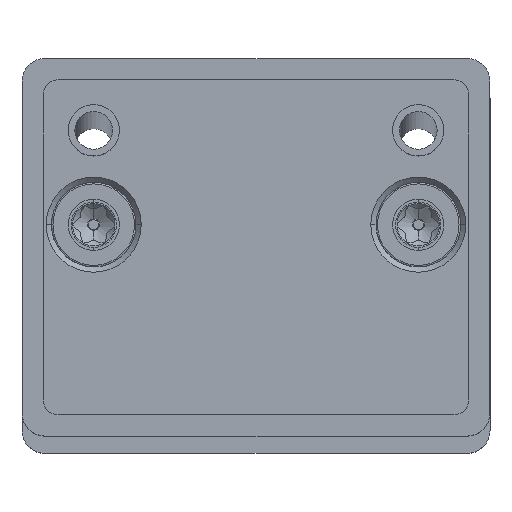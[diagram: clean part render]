
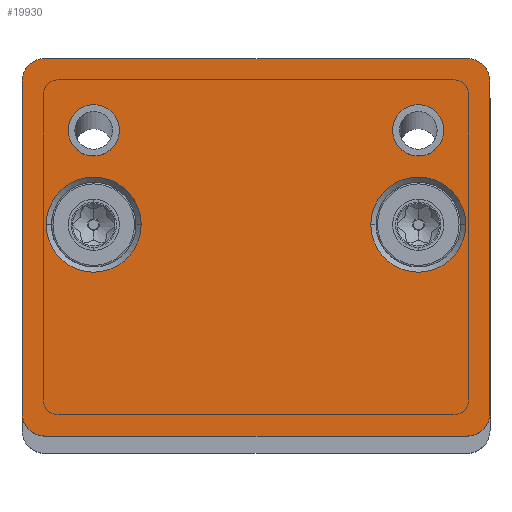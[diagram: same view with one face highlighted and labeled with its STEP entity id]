
A CAD part, top view. The second image highlights one B-rep face of the part: STEP entity #19930.
In plain terms, the highlighted face is planar.
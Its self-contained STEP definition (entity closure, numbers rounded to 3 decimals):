
#113 = CARTESIAN_POINT ( 'NONE',  ( -7.6, 330., -1.5 ) ) ;
#193 = ORIENTED_EDGE ( 'NONE', *, *, #8792, .T. ) ;
#224 = CARTESIAN_POINT ( 'NONE',  ( 15.5, 330., 11. ) ) ;
#353 = DIRECTION ( 'NONE',  ( -1., 0., 0. ) ) ;
#648 = DIRECTION ( 'NONE',  ( 0., 1., 0. ) ) ;
#675 = EDGE_CURVE ( 'NONE', #1921, #12466, #11326, .T. ) ;
#707 = DIRECTION ( 'NONE',  ( -1., 0., 0. ) ) ;
#879 = ORIENTED_EDGE ( 'NONE', *, *, #5493, .F. ) ;
#891 = DIRECTION ( 'NONE',  ( -1., 0., 0. ) ) ;
#1004 = CARTESIAN_POINT ( 'NONE',  ( 9.05, 330., -7.75 ) ) ;
#1015 = VERTEX_POINT ( 'NONE', #5925 ) ;
#1189 = CIRCLE ( 'NONE', #19396, 3.15 ) ;
#1921 = VERTEX_POINT ( 'NONE', #21719 ) ;
#1959 = FACE_BOUND ( 'NONE', #9504, .T. ) ;
#2286 = PLANE ( 'NONE',  #14667 ) ;
#2446 = LINE ( 'NONE', #6055, #8075 ) ;
#2558 = ORIENTED_EDGE ( 'NONE', *, *, #20884, .F. ) ;
#2578 = VERTEX_POINT ( 'NONE', #17069 ) ;
#2804 = DIRECTION ( 'NONE',  ( 0., 1., 0. ) ) ;
#2841 = EDGE_CURVE ( 'NONE', #11733, #20968, #21335, .T. ) ;
#3302 = VERTEX_POINT ( 'NONE', #21475 ) ;
#3427 = DIRECTION ( 'NONE',  ( -1., 0., 0. ) ) ;
#3647 = FACE_BOUND ( 'NONE', #15905, .T. ) ;
#4050 = VERTEX_POINT ( 'NONE', #5367 ) ;
#4133 = ORIENTED_EDGE ( 'NONE', *, *, #6934, .F. ) ;
#4299 = EDGE_CURVE ( 'NONE', #8915, #17191, #4779, .T. ) ;
#4456 = AXIS2_PLACEMENT_3D ( 'NONE', #12498, #19207, #19446 ) ;
#4489 = AXIS2_PLACEMENT_3D ( 'NONE', #20730, #7033, #12080 ) ;
#4779 = CIRCLE ( 'NONE', #6926, 3.15 ) ;
#5019 = CARTESIAN_POINT ( 'NONE',  ( -10.75, 330., -1.5 ) ) ;
#5358 = AXIS2_PLACEMENT_3D ( 'NONE', #15436, #13614, #15544 ) ;
#5367 = CARTESIAN_POINT ( 'NONE',  ( 14., 330., -12.5 ) ) ;
#5493 = EDGE_CURVE ( 'NONE', #15870, #20534, #1189, .T. ) ;
#5793 = ORIENTED_EDGE ( 'NONE', *, *, #675, .F. ) ;
#5800 = EDGE_CURVE ( 'NONE', #20534, #15870, #7724, .T. ) ;
#5897 = EDGE_CURVE ( 'NONE', #9227, #3302, #17194, .T. ) ;
#5925 = CARTESIAN_POINT ( 'NONE',  ( 14., 330., 12.5 ) ) ;
#5973 = DIRECTION ( 'NONE',  ( 0., 1., 0. ) ) ;
#6055 = CARTESIAN_POINT ( 'NONE',  ( -15.5, 330., -12.5 ) ) ;
#6285 = CIRCLE ( 'NONE', #4489, 1.7 ) ;
#6392 = DIRECTION ( 'NONE',  ( 1., 0., 0. ) ) ;
#6521 = EDGE_CURVE ( 'NONE', #9391, #14519, #6285, .T. ) ;
#6522 = CARTESIAN_POINT ( 'NONE',  ( -15.5, 330., -12.5 ) ) ;
#6792 = ORIENTED_EDGE ( 'NONE', *, *, #5800, .F. ) ;
#6926 = AXIS2_PLACEMENT_3D ( 'NONE', #5019, #19037, #3427 ) ;
#6934 = EDGE_CURVE ( 'NONE', #14519, #9391, #7643, .T. ) ;
#7033 = DIRECTION ( 'NONE',  ( 0., 1., 0. ) ) ;
#7186 = DIRECTION ( 'NONE',  ( 0., 1., 0. ) ) ;
#7465 = AXIS2_PLACEMENT_3D ( 'NONE', #17350, #7186, #14269 ) ;
#7643 = CIRCLE ( 'NONE', #9455, 1.7 ) ;
#7724 = CIRCLE ( 'NONE', #20485, 3.15 ) ;
#7768 = DIRECTION ( 'NONE',  ( 0., 1., 0. ) ) ;
#8034 = ORIENTED_EDGE ( 'NONE', *, *, #8748, .F. ) ;
#8075 = VECTOR ( 'NONE', #6392, 1000. ) ;
#8585 = CARTESIAN_POINT ( 'NONE',  ( -12.45, 330., -7.75 ) ) ;
#8662 = LINE ( 'NONE', #13912, #10681 ) ;
#8715 = DIRECTION ( 'NONE',  ( -1., 0., 0. ) ) ;
#8748 = EDGE_CURVE ( 'NONE', #17766, #3302, #22184, .T. ) ;
#8792 = EDGE_CURVE ( 'NONE', #17766, #2578, #12287, .T. ) ;
#8830 = CARTESIAN_POINT ( 'NONE',  ( 12.45, 330., -7.75 ) ) ;
#8915 = VERTEX_POINT ( 'NONE', #15768 ) ;
#9031 = EDGE_CURVE ( 'NONE', #1015, #12466, #14452, .T. ) ;
#9093 = DIRECTION ( 'NONE',  ( 0., 1., 0. ) ) ;
#9216 = DIRECTION ( 'NONE',  ( 0., 1., 0. ) ) ;
#9227 = VERTEX_POINT ( 'NONE', #18942 ) ;
#9359 = CARTESIAN_POINT ( 'NONE',  ( 14., 330., 11. ) ) ;
#9387 = EDGE_LOOP ( 'NONE', ( #5793, #20141, #12278, #21170, #8034, #193, #9509, #14318 ) ) ;
#9391 = VERTEX_POINT ( 'NONE', #8585 ) ;
#9455 = AXIS2_PLACEMENT_3D ( 'NONE', #11715, #22212, #8715 ) ;
#9504 = EDGE_LOOP ( 'NONE', ( #9687, #12571 ) ) ;
#9509 = ORIENTED_EDGE ( 'NONE', *, *, #21718, .F. ) ;
#9592 = ORIENTED_EDGE ( 'NONE', *, *, #6521, .F. ) ;
#9687 = ORIENTED_EDGE ( 'NONE', *, *, #4299, .F. ) ;
#10681 = VECTOR ( 'NONE', #353, 1000. ) ;
#11326 = LINE ( 'NONE', #20330, #21558 ) ;
#11458 = CARTESIAN_POINT ( 'NONE',  ( 10.75, 330., -1.5 ) ) ;
#11507 = AXIS2_PLACEMENT_3D ( 'NONE', #21846, #5973, #13174 ) ;
#11715 = CARTESIAN_POINT ( 'NONE',  ( -10.75, 330., -7.75 ) ) ;
#11733 = VERTEX_POINT ( 'NONE', #1004 ) ;
#12080 = DIRECTION ( 'NONE',  ( -1., 0., 0. ) ) ;
#12278 = ORIENTED_EDGE ( 'NONE', *, *, #18587, .F. ) ;
#12287 = CIRCLE ( 'NONE', #5358, 1.5 ) ;
#12466 = VERTEX_POINT ( 'NONE', #224 ) ;
#12498 = CARTESIAN_POINT ( 'NONE',  ( 10.75, 330., -7.75 ) ) ;
#12551 = FACE_BOUND ( 'NONE', #20466, .T. ) ;
#12571 = ORIENTED_EDGE ( 'NONE', *, *, #19205, .F. ) ;
#12875 = DIRECTION ( 'NONE',  ( -1., 0., 0. ) ) ;
#13174 = DIRECTION ( 'NONE',  ( -1., 0., 0. ) ) ;
#13194 = AXIS2_PLACEMENT_3D ( 'NONE', #20146, #648, #891 ) ;
#13386 = EDGE_CURVE ( 'NONE', #1921, #4050, #14396, .T. ) ;
#13496 = DIRECTION ( 'NONE',  ( 0., 0., -1. ) ) ;
#13614 = DIRECTION ( 'NONE',  ( 0., 1., 0. ) ) ;
#13845 = CARTESIAN_POINT ( 'NONE',  ( -9.05, 330., -7.75 ) ) ;
#13912 = CARTESIAN_POINT ( 'NONE',  ( -15.5, 330., 12.5 ) ) ;
#14269 = DIRECTION ( 'NONE',  ( -1., 0., 0. ) ) ;
#14318 = ORIENTED_EDGE ( 'NONE', *, *, #9031, .T. ) ;
#14396 = CIRCLE ( 'NONE', #7465, 1.5 ) ;
#14452 = CIRCLE ( 'NONE', #20648, 1.5 ) ;
#14519 = VERTEX_POINT ( 'NONE', #13845 ) ;
#14667 = AXIS2_PLACEMENT_3D ( 'NONE', #21431, #9216, #16171 ) ;
#15389 = CIRCLE ( 'NONE', #18305, 3.15 ) ;
#15436 = CARTESIAN_POINT ( 'NONE',  ( -14., 330., 11. ) ) ;
#15544 = DIRECTION ( 'NONE',  ( -1., 0., 0. ) ) ;
#15738 = CIRCLE ( 'NONE', #4456, 1.7 ) ;
#15768 = CARTESIAN_POINT ( 'NONE',  ( -13.9, 330., -1.5 ) ) ;
#15870 = VERTEX_POINT ( 'NONE', #18267 ) ;
#15905 = EDGE_LOOP ( 'NONE', ( #21396, #2558 ) ) ;
#16171 = DIRECTION ( 'NONE',  ( 0., 0., -1. ) ) ;
#17069 = CARTESIAN_POINT ( 'NONE',  ( -14., 330., 12.5 ) ) ;
#17191 = VERTEX_POINT ( 'NONE', #113 ) ;
#17194 = CIRCLE ( 'NONE', #13194, 1.5 ) ;
#17350 = CARTESIAN_POINT ( 'NONE',  ( 14., 330., -11. ) ) ;
#17547 = FACE_BOUND ( 'NONE', #17882, .T. ) ;
#17766 = VERTEX_POINT ( 'NONE', #21897 ) ;
#17881 = CARTESIAN_POINT ( 'NONE',  ( -10.75, 330., -1.5 ) ) ;
#17882 = EDGE_LOOP ( 'NONE', ( #9592, #4133 ) ) ;
#17888 = FACE_OUTER_BOUND ( 'NONE', #9387, .T. ) ;
#18267 = CARTESIAN_POINT ( 'NONE',  ( 13.9, 330., -1.5 ) ) ;
#18284 = DIRECTION ( 'NONE',  ( 0., 0., 1. ) ) ;
#18305 = AXIS2_PLACEMENT_3D ( 'NONE', #17881, #9093, #21088 ) ;
#18403 = DIRECTION ( 'NONE',  ( -1., 0., 0. ) ) ;
#18587 = EDGE_CURVE ( 'NONE', #9227, #4050, #2446, .T. ) ;
#18942 = CARTESIAN_POINT ( 'NONE',  ( -14., 330., -12.5 ) ) ;
#19037 = DIRECTION ( 'NONE',  ( 0., 1., 0. ) ) ;
#19172 = VECTOR ( 'NONE', #13496, 1000. ) ;
#19205 = EDGE_CURVE ( 'NONE', #17191, #8915, #15389, .T. ) ;
#19207 = DIRECTION ( 'NONE',  ( 0., 1., 0. ) ) ;
#19396 = AXIS2_PLACEMENT_3D ( 'NONE', #11458, #2804, #18403 ) ;
#19446 = DIRECTION ( 'NONE',  ( -1., 0., 0. ) ) ;
#19930 = ADVANCED_FACE ( 'NONE', ( #17888, #3647, #17547, #12551, #1959 ), #2286, .T. ) ;
#19944 = CARTESIAN_POINT ( 'NONE',  ( 10.75, 330., -1.5 ) ) ;
#20052 = DIRECTION ( 'NONE',  ( 0., 1., 0. ) ) ;
#20141 = ORIENTED_EDGE ( 'NONE', *, *, #13386, .T. ) ;
#20146 = CARTESIAN_POINT ( 'NONE',  ( -14., 330., -11. ) ) ;
#20330 = CARTESIAN_POINT ( 'NONE',  ( 15.5, 330., -12.5 ) ) ;
#20466 = EDGE_LOOP ( 'NONE', ( #6792, #879 ) ) ;
#20485 = AXIS2_PLACEMENT_3D ( 'NONE', #19944, #20052, #12875 ) ;
#20534 = VERTEX_POINT ( 'NONE', #21512 ) ;
#20648 = AXIS2_PLACEMENT_3D ( 'NONE', #9359, #7768, #707 ) ;
#20730 = CARTESIAN_POINT ( 'NONE',  ( -10.75, 330., -7.75 ) ) ;
#20884 = EDGE_CURVE ( 'NONE', #20968, #11733, #15738, .T. ) ;
#20968 = VERTEX_POINT ( 'NONE', #8830 ) ;
#21088 = DIRECTION ( 'NONE',  ( -1., 0., 0. ) ) ;
#21170 = ORIENTED_EDGE ( 'NONE', *, *, #5897, .T. ) ;
#21335 = CIRCLE ( 'NONE', #11507, 1.7 ) ;
#21396 = ORIENTED_EDGE ( 'NONE', *, *, #2841, .F. ) ;
#21431 = CARTESIAN_POINT ( 'NONE',  ( 0., 330., 0. ) ) ;
#21475 = CARTESIAN_POINT ( 'NONE',  ( -15.5, 330., -11. ) ) ;
#21512 = CARTESIAN_POINT ( 'NONE',  ( 7.6, 330., -1.5 ) ) ;
#21558 = VECTOR ( 'NONE', #18284, 1000. ) ;
#21718 = EDGE_CURVE ( 'NONE', #1015, #2578, #8662, .T. ) ;
#21719 = CARTESIAN_POINT ( 'NONE',  ( 15.5, 330., -11. ) ) ;
#21846 = CARTESIAN_POINT ( 'NONE',  ( 10.75, 330., -7.75 ) ) ;
#21897 = CARTESIAN_POINT ( 'NONE',  ( -15.5, 330., 11. ) ) ;
#22184 = LINE ( 'NONE', #6522, #19172 ) ;
#22212 = DIRECTION ( 'NONE',  ( 0., 1., 0. ) ) ;
